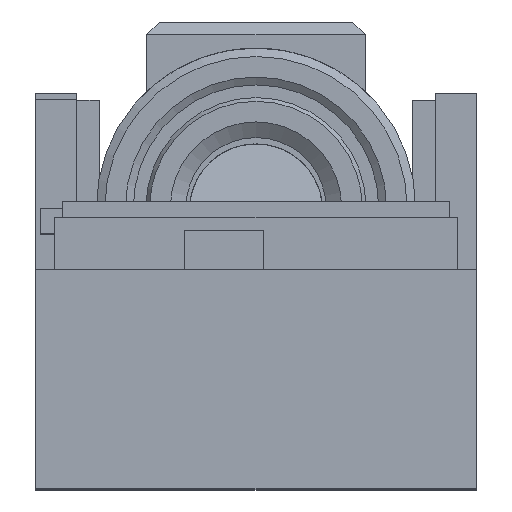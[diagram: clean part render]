
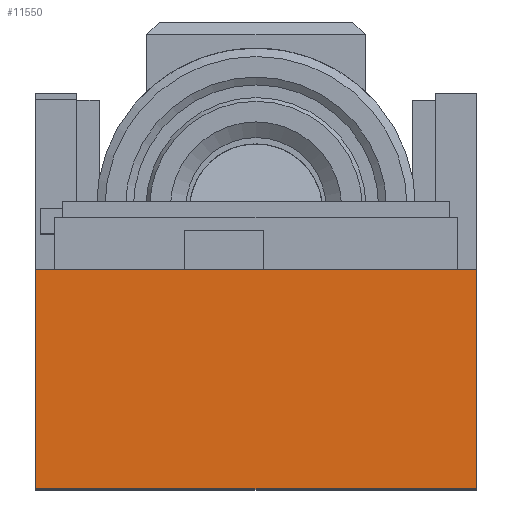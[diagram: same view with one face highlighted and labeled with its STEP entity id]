
A CAD part, top view. The second image highlights one B-rep face of the part: STEP entity #11550.
In plain terms, the highlighted planar face has unit normal (0, 0, -1).
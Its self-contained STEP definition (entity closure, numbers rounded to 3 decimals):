
#1545=FACE_OUTER_BOUND('',#2087,.T.);
#2087=EDGE_LOOP('',(#9445,#9446,#9447,#9448));
#3114=LINE('',#20625,#4174);
#3115=LINE('',#20627,#4175);
#3116=LINE('',#20629,#4176);
#3117=LINE('',#20630,#4177);
#4174=VECTOR('',#15956,690.);
#4175=VECTOR('',#15957,1390.);
#4176=VECTOR('',#15958,690.);
#4177=VECTOR('',#15959,470.);
#5532=VERTEX_POINT('',#20623);
#5533=VERTEX_POINT('',#20624);
#5534=VERTEX_POINT('',#20626);
#5535=VERTEX_POINT('',#20628);
#7488=EDGE_CURVE('',#5532,#5533,#3114,.T.);
#7489=EDGE_CURVE('',#5533,#5534,#3115,.T.);
#7490=EDGE_CURVE('',#5534,#5535,#3116,.T.);
#7491=EDGE_CURVE('',#5535,#5532,#3117,.T.);
#9445=ORIENTED_EDGE('',*,*,#7488,.T.);
#9446=ORIENTED_EDGE('',*,*,#7489,.T.);
#9447=ORIENTED_EDGE('',*,*,#7490,.T.);
#9448=ORIENTED_EDGE('',*,*,#7491,.T.);
#10615=PLANE('',#13489);
#11550=ADVANCED_FACE('',(#1545),#10615,.T.);
#13489=AXIS2_PLACEMENT_3D('',#20622,#15954,#15955);
#15954=DIRECTION('center_axis',(0.,0.,-1.));
#15955=DIRECTION('ref_axis',(-1.,0.,0.));
#15956=DIRECTION('',(0.,-1.,0.));
#15957=DIRECTION('',(-1.,0.,0.));
#15958=DIRECTION('',(0.,1.,0.));
#15959=DIRECTION('',(1.,0.,0.));
#20622=CARTESIAN_POINT('Origin',(0.,-855.,750.));
#20623=CARTESIAN_POINT('',(695.,-165.,750.));
#20624=CARTESIAN_POINT('',(695.,-855.,750.));
#20625=CARTESIAN_POINT('',(695.,-165.,750.));
#20626=CARTESIAN_POINT('',(-695.,-855.,750.));
#20627=CARTESIAN_POINT('',(695.,-855.,750.));
#20628=CARTESIAN_POINT('',(-695.,-165.,750.));
#20629=CARTESIAN_POINT('',(-695.,-855.,750.));
#20630=CARTESIAN_POINT('',(-695.,-165.,750.));
